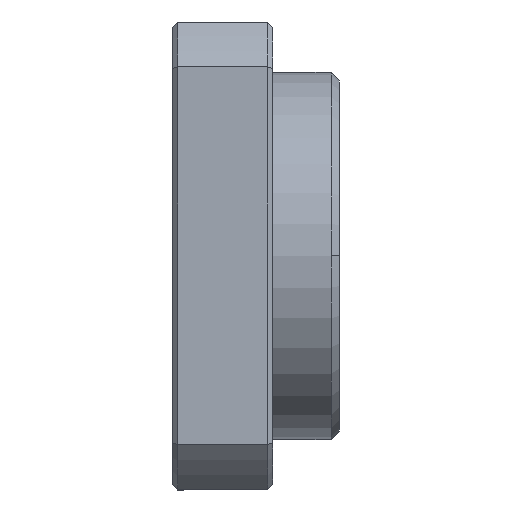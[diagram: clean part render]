
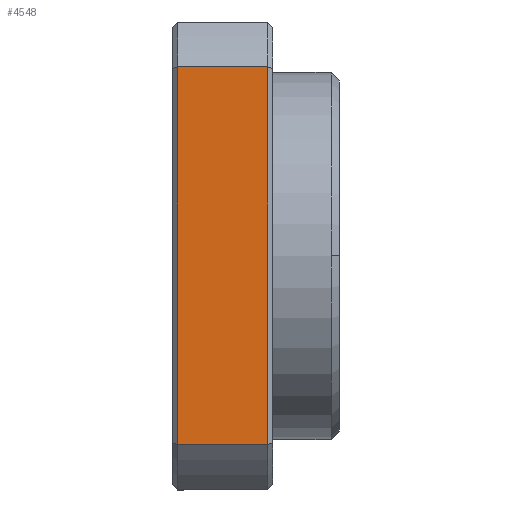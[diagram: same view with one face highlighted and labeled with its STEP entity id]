
A CAD part, top view. The second image highlights one B-rep face of the part: STEP entity #4548.
In plain terms, the highlighted planar face has unit normal (0, 0, 1).
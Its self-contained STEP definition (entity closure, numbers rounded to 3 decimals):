
#434 = FACE_OUTER_BOUND ( 'NONE', #17004, .T. ) ;
#595 = CARTESIAN_POINT ( 'NONE',  ( -23.629, -4.992, 14. ) ) ;
#2613 = VERTEX_POINT ( 'NONE', #15532 ) ;
#2816 = EDGE_CURVE ( 'NONE', #13872, #2613, #8243, .T. ) ;
#4548 = ADVANCED_FACE ( 'NONE', ( #434 ), #27271, .T. ) ;
#6212 = LINE ( 'NONE', #22677, #22073 ) ;
#6320 = ORIENTED_EDGE ( 'NONE', *, *, #21668, .T. ) ;
#7005 = AXIS2_PLACEMENT_3D ( 'NONE', #20287, #10656, #18019 ) ;
#7162 = EDGE_CURVE ( 'NONE', #27941, #13980, #8614, .T. ) ;
#7537 = CARTESIAN_POINT ( 'NONE',  ( -29.029, 6.321, 14. ) ) ;
#7871 = VECTOR ( 'NONE', #23723, 1000. ) ;
#8243 = LINE ( 'NONE', #15589, #26268 ) ;
#8378 = CARTESIAN_POINT ( 'NONE',  ( -29.029, 17.635, 14. ) ) ;
#8614 = LINE ( 'NONE', #7537, #28449 ) ;
#9825 = CARTESIAN_POINT ( 'NONE',  ( -26.329, -4.992, 14. ) ) ;
#10656 = DIRECTION ( 'NONE',  ( 0., 0., 1. ) ) ;
#10886 = DIRECTION ( 'NONE',  ( 0., 1., 0. ) ) ;
#13872 = VERTEX_POINT ( 'NONE', #595 ) ;
#13980 = VERTEX_POINT ( 'NONE', #8378 ) ;
#15338 = DIRECTION ( 'NONE',  ( -1., 0., 0. ) ) ;
#15532 = CARTESIAN_POINT ( 'NONE',  ( -23.629, 17.635, 14. ) ) ;
#15589 = CARTESIAN_POINT ( 'NONE',  ( -23.629, 6.321, 14. ) ) ;
#17004 = EDGE_LOOP ( 'NONE', ( #27762, #27210, #6320, #28488 ) ) ;
#18019 = DIRECTION ( 'NONE',  ( 1., 0., 0. ) ) ;
#18531 = EDGE_CURVE ( 'NONE', #2613, #13980, #6212, .T. ) ;
#20287 = CARTESIAN_POINT ( 'NONE',  ( -29.029, -4.992, 14. ) ) ;
#20397 = LINE ( 'NONE', #9825, #7871 ) ;
#21668 = EDGE_CURVE ( 'NONE', #27941, #13872, #20397, .T. ) ;
#22073 = VECTOR ( 'NONE', #15338, 1000. ) ;
#22677 = CARTESIAN_POINT ( 'NONE',  ( -26.329, 17.635, 14. ) ) ;
#23723 = DIRECTION ( 'NONE',  ( 1., 0., 0. ) ) ;
#25438 = CARTESIAN_POINT ( 'NONE',  ( -29.029, -4.992, 14. ) ) ;
#26268 = VECTOR ( 'NONE', #10886, 1000. ) ;
#27210 = ORIENTED_EDGE ( 'NONE', *, *, #7162, .F. ) ;
#27271 = PLANE ( 'NONE',  #7005 ) ;
#27762 = ORIENTED_EDGE ( 'NONE', *, *, #18531, .T. ) ;
#27941 = VERTEX_POINT ( 'NONE', #25438 ) ;
#28449 = VECTOR ( 'NONE', #28705, 1000. ) ;
#28488 = ORIENTED_EDGE ( 'NONE', *, *, #2816, .T. ) ;
#28705 = DIRECTION ( 'NONE',  ( 0., 1., 0. ) ) ;
